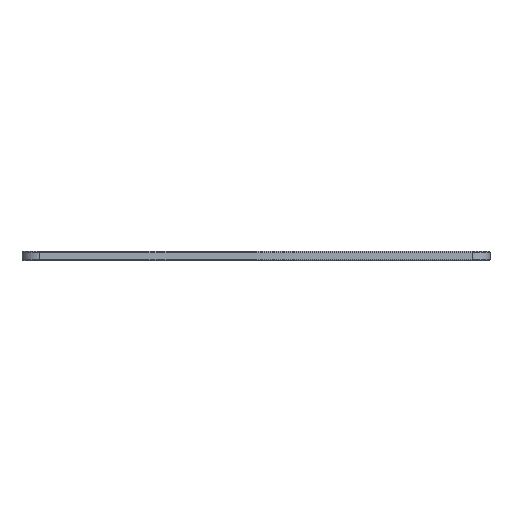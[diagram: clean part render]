
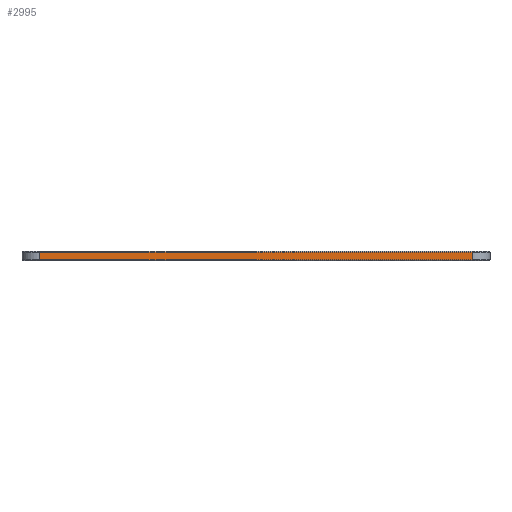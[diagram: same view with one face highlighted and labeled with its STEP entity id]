
A CAD part, left-side view. The second image highlights one B-rep face of the part: STEP entity #2995.
In plain terms, the highlighted planar face has unit normal (-1, 0, 0).
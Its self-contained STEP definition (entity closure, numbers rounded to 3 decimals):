
#101 = PLANE('',#102);
#102 = AXIS2_PLACEMENT_3D('',#103,#104,#105);
#103 = CARTESIAN_POINT('',(-6.1,150.,0.15));
#104 = DIRECTION('',(0.707,0.,0.707));
#105 = DIRECTION('',(0.,-1.,0.));
#1135 = VERTEX_POINT('',#1136);
#1136 = CARTESIAN_POINT('',(-6.25,150.,0.3));
#1151 = CYLINDRICAL_SURFACE('',#1152,6.25);
#1152 = AXIS2_PLACEMENT_3D('',#1153,#1154,#1155);
#1153 = CARTESIAN_POINT('',(0.,150.,0.));
#1154 = DIRECTION('',(-0.,-0.,-1.));
#1155 = DIRECTION('',(1.,0.,0.));
#1244 = EDGE_CURVE('',#1135,#1245,#1247,.T.);
#1245 = VERTEX_POINT('',#1246);
#1246 = CARTESIAN_POINT('',(-6.25,0.,0.3));
#1247 = SURFACE_CURVE('',#1248,(#1252,#1259),.PCURVE_S1.);
#1248 = LINE('',#1249,#1250);
#1249 = CARTESIAN_POINT('',(-6.25,150.,0.3));
#1250 = VECTOR('',#1251,1.);
#1251 = DIRECTION('',(-0.,-1.,-0.));
#1252 = PCURVE('',#101,#1253);
#1253 = DEFINITIONAL_REPRESENTATION('',(#1254),#1258);
#1254 = LINE('',#1255,#1256);
#1255 = CARTESIAN_POINT('',(0.,-0.212));
#1256 = VECTOR('',#1257,1.);
#1257 = DIRECTION('',(1.,0.));
#1258 = ( GEOMETRIC_REPRESENTATION_CONTEXT(2) 
PARAMETRIC_REPRESENTATION_CONTEXT() REPRESENTATION_CONTEXT('2D SPACE',''
  ) );
#1259 = PCURVE('',#1260,#1265);
#1260 = PLANE('',#1261);
#1261 = AXIS2_PLACEMENT_3D('',#1262,#1263,#1264);
#1262 = CARTESIAN_POINT('',(-6.25,0.,0.));
#1263 = DIRECTION('',(-1.,0.,0.));
#1264 = DIRECTION('',(0.,1.,0.));
#1265 = DEFINITIONAL_REPRESENTATION('',(#1266),#1270);
#1266 = LINE('',#1267,#1268);
#1267 = CARTESIAN_POINT('',(150.,-0.3));
#1268 = VECTOR('',#1269,1.);
#1269 = DIRECTION('',(-1.,0.));
#1270 = ( GEOMETRIC_REPRESENTATION_CONTEXT(2) 
PARAMETRIC_REPRESENTATION_CONTEXT() REPRESENTATION_CONTEXT('2D SPACE',''
  ) );
#1367 = CYLINDRICAL_SURFACE('',#1368,6.25);
#1368 = AXIS2_PLACEMENT_3D('',#1369,#1370,#1371);
#1369 = CARTESIAN_POINT('',(0.,0.,0.));
#1370 = DIRECTION('',(-0.,-0.,-1.));
#1371 = DIRECTION('',(1.,0.,0.));
#2891 = VERTEX_POINT('',#2892);
#2892 = CARTESIAN_POINT('',(-6.25,150.,2.825));
#2919 = EDGE_CURVE('',#1135,#2891,#2920,.T.);
#2920 = SURFACE_CURVE('',#2921,(#2925,#2932),.PCURVE_S1.);
#2921 = LINE('',#2922,#2923);
#2922 = CARTESIAN_POINT('',(-6.25,150.,0.));
#2923 = VECTOR('',#2924,1.);
#2924 = DIRECTION('',(0.,0.,1.));
#2925 = PCURVE('',#1151,#2926);
#2926 = DEFINITIONAL_REPRESENTATION('',(#2927),#2931);
#2927 = LINE('',#2928,#2929);
#2928 = CARTESIAN_POINT('',(-3.142,0.));
#2929 = VECTOR('',#2930,1.);
#2930 = DIRECTION('',(-0.,-1.));
#2931 = ( GEOMETRIC_REPRESENTATION_CONTEXT(2) 
PARAMETRIC_REPRESENTATION_CONTEXT() REPRESENTATION_CONTEXT('2D SPACE',''
  ) );
#2932 = PCURVE('',#1260,#2933);
#2933 = DEFINITIONAL_REPRESENTATION('',(#2934),#2938);
#2934 = LINE('',#2935,#2936);
#2935 = CARTESIAN_POINT('',(150.,0.));
#2936 = VECTOR('',#2937,1.);
#2937 = DIRECTION('',(0.,-1.));
#2938 = ( GEOMETRIC_REPRESENTATION_CONTEXT(2) 
PARAMETRIC_REPRESENTATION_CONTEXT() REPRESENTATION_CONTEXT('2D SPACE',''
  ) );
#2995 = ADVANCED_FACE('',(#2996),#1260,.T.);
#2996 = FACE_BOUND('',#2997,.T.);
#2997 = EDGE_LOOP('',(#2998,#3021,#3047,#3048));
#2998 = ORIENTED_EDGE('',*,*,#2999,.T.);
#2999 = EDGE_CURVE('',#1245,#3000,#3002,.T.);
#3000 = VERTEX_POINT('',#3001);
#3001 = CARTESIAN_POINT('',(-6.25,0.,2.825));
#3002 = SURFACE_CURVE('',#3003,(#3007,#3014),.PCURVE_S1.);
#3003 = LINE('',#3004,#3005);
#3004 = CARTESIAN_POINT('',(-6.25,0.,0.));
#3005 = VECTOR('',#3006,1.);
#3006 = DIRECTION('',(0.,0.,1.));
#3007 = PCURVE('',#1260,#3008);
#3008 = DEFINITIONAL_REPRESENTATION('',(#3009),#3013);
#3009 = LINE('',#3010,#3011);
#3010 = CARTESIAN_POINT('',(0.,0.));
#3011 = VECTOR('',#3012,1.);
#3012 = DIRECTION('',(0.,-1.));
#3013 = ( GEOMETRIC_REPRESENTATION_CONTEXT(2) 
PARAMETRIC_REPRESENTATION_CONTEXT() REPRESENTATION_CONTEXT('2D SPACE',''
  ) );
#3014 = PCURVE('',#1367,#3015);
#3015 = DEFINITIONAL_REPRESENTATION('',(#3016),#3020);
#3016 = LINE('',#3017,#3018);
#3017 = CARTESIAN_POINT('',(-3.142,0.));
#3018 = VECTOR('',#3019,1.);
#3019 = DIRECTION('',(-0.,-1.));
#3020 = ( GEOMETRIC_REPRESENTATION_CONTEXT(2) 
PARAMETRIC_REPRESENTATION_CONTEXT() REPRESENTATION_CONTEXT('2D SPACE',''
  ) );
#3021 = ORIENTED_EDGE('',*,*,#3022,.F.);
#3022 = EDGE_CURVE('',#2891,#3000,#3023,.T.);
#3023 = SURFACE_CURVE('',#3024,(#3028,#3035),.PCURVE_S1.);
#3024 = LINE('',#3025,#3026);
#3025 = CARTESIAN_POINT('',(-6.25,150.,2.825));
#3026 = VECTOR('',#3027,1.);
#3027 = DIRECTION('',(-0.,-1.,-0.));
#3028 = PCURVE('',#1260,#3029);
#3029 = DEFINITIONAL_REPRESENTATION('',(#3030),#3034);
#3030 = LINE('',#3031,#3032);
#3031 = CARTESIAN_POINT('',(150.,-2.825));
#3032 = VECTOR('',#3033,1.);
#3033 = DIRECTION('',(-1.,0.));
#3034 = ( GEOMETRIC_REPRESENTATION_CONTEXT(2) 
PARAMETRIC_REPRESENTATION_CONTEXT() REPRESENTATION_CONTEXT('2D SPACE',''
  ) );
#3035 = PCURVE('',#3036,#3041);
#3036 = PLANE('',#3037);
#3037 = AXIS2_PLACEMENT_3D('',#3038,#3039,#3040);
#3038 = CARTESIAN_POINT('',(-6.1,150.,2.975));
#3039 = DIRECTION('',(-0.707,0.,0.707
    ));
#3040 = DIRECTION('',(0.,-1.,0.));
#3041 = DEFINITIONAL_REPRESENTATION('',(#3042),#3046);
#3042 = LINE('',#3043,#3044);
#3043 = CARTESIAN_POINT('',(0.,-0.212));
#3044 = VECTOR('',#3045,1.);
#3045 = DIRECTION('',(1.,0.));
#3046 = ( GEOMETRIC_REPRESENTATION_CONTEXT(2) 
PARAMETRIC_REPRESENTATION_CONTEXT() REPRESENTATION_CONTEXT('2D SPACE',''
  ) );
#3047 = ORIENTED_EDGE('',*,*,#2919,.F.);
#3048 = ORIENTED_EDGE('',*,*,#1244,.T.);
